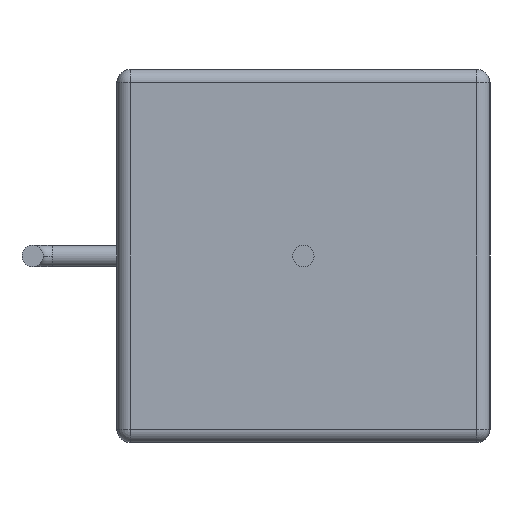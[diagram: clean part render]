
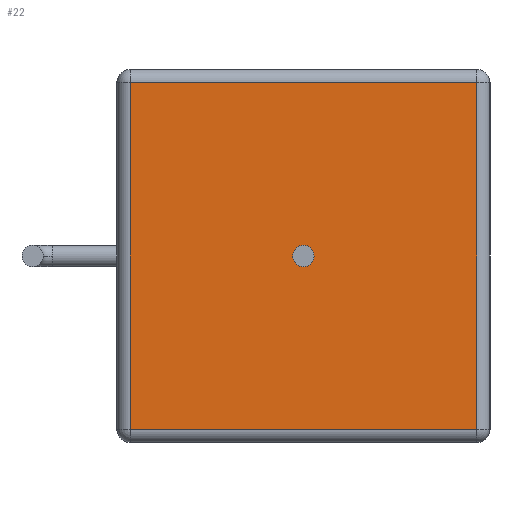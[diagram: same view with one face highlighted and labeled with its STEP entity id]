
A CAD part, front view. The second image highlights one B-rep face of the part: STEP entity #22.
In plain terms, the highlighted planar face has unit normal (0, -1, 0).
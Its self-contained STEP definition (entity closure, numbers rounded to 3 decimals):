
#21 = DIRECTION ( 'NONE',  ( -1., 0., 0. ) ) ;
#22 = ADVANCED_FACE ( 'NONE', ( #373, #453 ), #516, .F. ) ;
#64 = LINE ( 'NONE', #725, #235 ) ;
#75 = ORIENTED_EDGE ( 'NONE', *, *, #326, .T. ) ;
#100 = EDGE_LOOP ( 'NONE', ( #75, #767, #144, #315 ) ) ;
#128 = VERTEX_POINT ( 'NONE', #336 ) ;
#130 = CARTESIAN_POINT ( 'NONE',  ( -6.5, 0.5, 6.5 ) ) ;
#141 = ORIENTED_EDGE ( 'NONE', *, *, #644, .F. ) ;
#144 = ORIENTED_EDGE ( 'NONE', *, *, #431, .T. ) ;
#161 = CARTESIAN_POINT ( 'NONE',  ( 6.5, 0.5, 7. ) ) ;
#164 = CIRCLE ( 'NONE', #808, 0.4 ) ;
#235 = VECTOR ( 'NONE', #21, 1000. ) ;
#299 = ORIENTED_EDGE ( 'NONE', *, *, #955, .F. ) ;
#315 = ORIENTED_EDGE ( 'NONE', *, *, #968, .T. ) ;
#326 = EDGE_CURVE ( 'NONE', #1004, #730, #64, .T. ) ;
#336 = CARTESIAN_POINT ( 'NONE',  ( 6.5, 0.5, -6.5 ) ) ;
#344 = VECTOR ( 'NONE', #368, 1000. ) ;
#347 = CARTESIAN_POINT ( 'NONE',  ( -7., 0.5, 7. ) ) ;
#368 = DIRECTION ( 'NONE',  ( 1., 0., 0. ) ) ;
#373 = FACE_OUTER_BOUND ( 'NONE', #100, .T. ) ;
#390 = CARTESIAN_POINT ( 'NONE',  ( -6.5, 0.5, -6.5 ) ) ;
#397 = EDGE_LOOP ( 'NONE', ( #299, #141 ) ) ;
#413 = DIRECTION ( 'NONE',  ( 0., -1., 0. ) ) ;
#431 = EDGE_CURVE ( 'NONE', #492, #128, #586, .T. ) ;
#433 = VERTEX_POINT ( 'NONE', #1057 ) ;
#452 = CARTESIAN_POINT ( 'NONE',  ( -7., 0.5, -6.5 ) ) ;
#453 = FACE_BOUND ( 'NONE', #397, .T. ) ;
#484 = DIRECTION ( 'NONE',  ( 0., 0., -1. ) ) ;
#492 = VERTEX_POINT ( 'NONE', #390 ) ;
#499 = CARTESIAN_POINT ( 'NONE',  ( 0., 0.5, 0.4 ) ) ;
#514 = EDGE_CURVE ( 'NONE', #730, #492, #884, .T. ) ;
#516 = PLANE ( 'NONE',  #863 ) ;
#534 = VECTOR ( 'NONE', #844, 1000. ) ;
#542 = AXIS2_PLACEMENT_3D ( 'NONE', #1048, #959, #894 ) ;
#586 = LINE ( 'NONE', #452, #344 ) ;
#644 = EDGE_CURVE ( 'NONE', #992, #433, #733, .T. ) ;
#725 = CARTESIAN_POINT ( 'NONE',  ( -7., 0.5, 6.5 ) ) ;
#730 = VERTEX_POINT ( 'NONE', #130 ) ;
#733 = CIRCLE ( 'NONE', #542, 0.4 ) ;
#767 = ORIENTED_EDGE ( 'NONE', *, *, #514, .T. ) ;
#773 = CARTESIAN_POINT ( 'NONE',  ( 0., 0.5, 0. ) ) ;
#808 = AXIS2_PLACEMENT_3D ( 'NONE', #773, #413, #839 ) ;
#839 = DIRECTION ( 'NONE',  ( 0., 0., 1. ) ) ;
#844 = DIRECTION ( 'NONE',  ( 0., 0., 1. ) ) ;
#850 = CARTESIAN_POINT ( 'NONE',  ( 6.5, 0.5, 6.5 ) ) ;
#863 = AXIS2_PLACEMENT_3D ( 'NONE', #347, #866, #1121 ) ;
#866 = DIRECTION ( 'NONE',  ( 0., 1., 0. ) ) ;
#882 = LINE ( 'NONE', #161, #534 ) ;
#884 = LINE ( 'NONE', #1095, #1075 ) ;
#894 = DIRECTION ( 'NONE',  ( 0., 0., 1. ) ) ;
#955 = EDGE_CURVE ( 'NONE', #433, #992, #164, .T. ) ;
#959 = DIRECTION ( 'NONE',  ( 0., -1., 0. ) ) ;
#968 = EDGE_CURVE ( 'NONE', #128, #1004, #882, .T. ) ;
#992 = VERTEX_POINT ( 'NONE', #499 ) ;
#1004 = VERTEX_POINT ( 'NONE', #850 ) ;
#1048 = CARTESIAN_POINT ( 'NONE',  ( 0., 0.5, 0. ) ) ;
#1057 = CARTESIAN_POINT ( 'NONE',  ( 0., 0.5, -0.4 ) ) ;
#1075 = VECTOR ( 'NONE', #484, 1000. ) ;
#1095 = CARTESIAN_POINT ( 'NONE',  ( -6.5, 0.5, 7. ) ) ;
#1121 = DIRECTION ( 'NONE',  ( 0., 0., 1. ) ) ;
